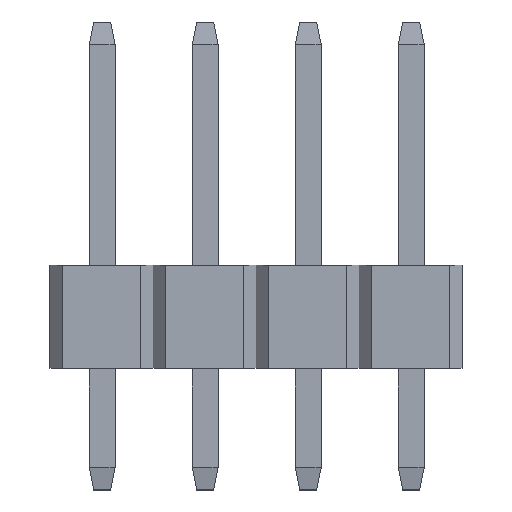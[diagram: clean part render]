
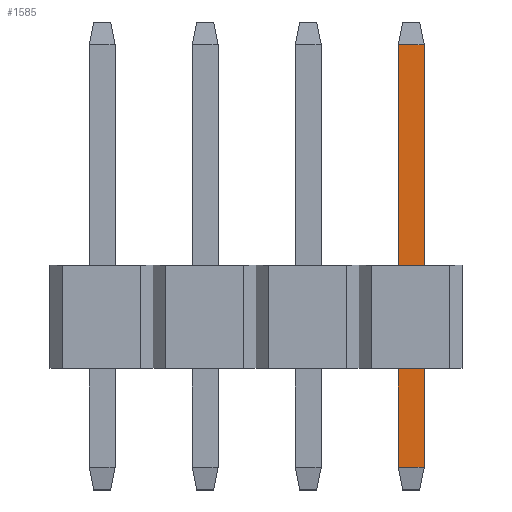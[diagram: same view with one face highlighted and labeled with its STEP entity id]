
A CAD part, top view. The second image highlights one B-rep face of the part: STEP entity #1585.
In plain terms, the highlighted planar face has unit normal (0, 0, 1).
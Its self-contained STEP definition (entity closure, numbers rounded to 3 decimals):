
#310 = DIRECTION ( 'NONE',  ( 0., 1., 0. ) ) ;
#432 = EDGE_CURVE ( 'NONE', #945, #3133, #2898, .T. ) ;
#463 = CARTESIAN_POINT ( 'NONE',  ( -0.302, 7.974, 0.32 ) ) ;
#494 = CARTESIAN_POINT ( 'NONE',  ( 0.338, 7.974, 0.32 ) ) ;
#590 = CARTESIAN_POINT ( 'NONE',  ( -0.302, -3., 0.32 ) ) ;
#595 = CARTESIAN_POINT ( 'NONE',  ( -0.302, 7.974, 0.32 ) ) ;
#605 = ORIENTED_EDGE ( 'NONE', *, *, #1508, .T. ) ;
#851 = FACE_OUTER_BOUND ( 'NONE', #2948, .T. ) ;
#896 = EDGE_CURVE ( 'NONE', #2337, #945, #3397, .T. ) ;
#902 = VECTOR ( 'NONE', #1684, 1000. ) ;
#945 = VERTEX_POINT ( 'NONE', #494 ) ;
#947 = DIRECTION ( 'NONE',  ( 0., 1., 0. ) ) ;
#990 = ORIENTED_EDGE ( 'NONE', *, *, #896, .T. ) ;
#1124 = VECTOR ( 'NONE', #947, 1000. ) ;
#1221 = ORIENTED_EDGE ( 'NONE', *, *, #1608, .F. ) ;
#1399 = CARTESIAN_POINT ( 'NONE',  ( -0.302, -3., 0.32 ) ) ;
#1411 = LINE ( 'NONE', #2445, #902 ) ;
#1508 = EDGE_CURVE ( 'NONE', #3401, #2337, #1411, .T. ) ;
#1552 = DIRECTION ( 'NONE',  ( -1., 0., 0. ) ) ;
#1585 = ADVANCED_FACE ( 'NONE', ( #851 ), #1939, .T. ) ;
#1608 = EDGE_CURVE ( 'NONE', #3401, #3133, #2747, .T. ) ;
#1684 = DIRECTION ( 'NONE',  ( 1., 0., 0. ) ) ;
#1939 = PLANE ( 'NONE',  #3357 ) ;
#2025 = VECTOR ( 'NONE', #1552, 1000. ) ;
#2151 = DIRECTION ( 'NONE',  ( 1., 0., 0. ) ) ;
#2152 = ORIENTED_EDGE ( 'NONE', *, *, #432, .T. ) ;
#2225 = VECTOR ( 'NONE', #310, 1000. ) ;
#2337 = VERTEX_POINT ( 'NONE', #2486 ) ;
#2445 = CARTESIAN_POINT ( 'NONE',  ( 0.338, -2.434, 0.32 ) ) ;
#2486 = CARTESIAN_POINT ( 'NONE',  ( 0.338, -2.434, 0.32 ) ) ;
#2691 = CARTESIAN_POINT ( 'NONE',  ( -0.302, -2.434, 0.32 ) ) ;
#2747 = LINE ( 'NONE', #590, #2225 ) ;
#2898 = LINE ( 'NONE', #463, #2025 ) ;
#2948 = EDGE_LOOP ( 'NONE', ( #1221, #605, #990, #2152 ) ) ;
#3133 = VERTEX_POINT ( 'NONE', #595 ) ;
#3279 = DIRECTION ( 'NONE',  ( 0., 0., 1. ) ) ;
#3357 = AXIS2_PLACEMENT_3D ( 'NONE', #1399, #3279, #2151 ) ;
#3380 = CARTESIAN_POINT ( 'NONE',  ( 0.338, -3., 0.32 ) ) ;
#3397 = LINE ( 'NONE', #3380, #1124 ) ;
#3401 = VERTEX_POINT ( 'NONE', #2691 ) ;
